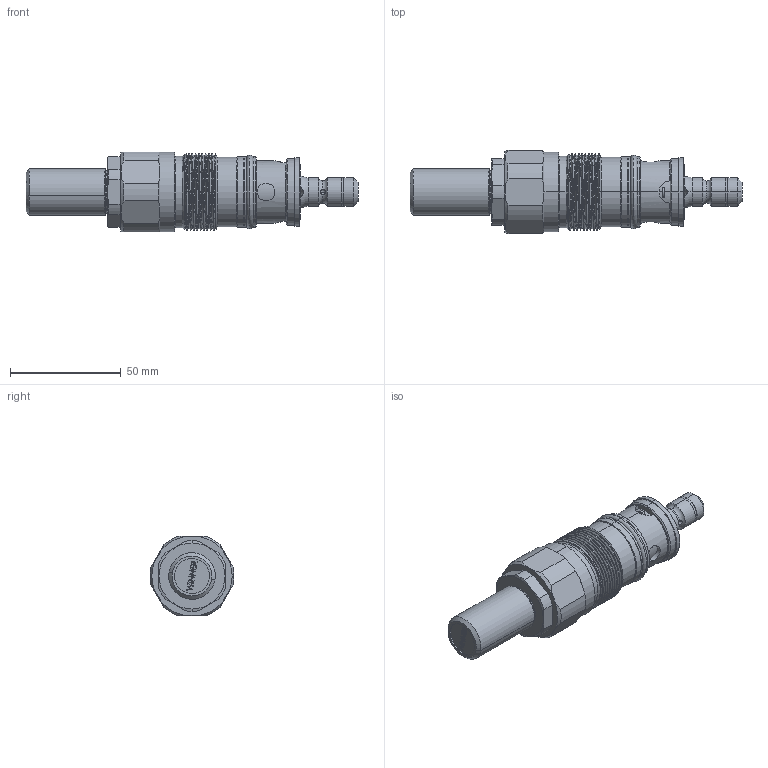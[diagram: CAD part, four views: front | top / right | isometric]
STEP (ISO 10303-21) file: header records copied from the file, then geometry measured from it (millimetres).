
FILE_DESCRIPTION (( 'STEP AP203' ), '1' );
FILE_NAME ('RD35M22-C2.STEP', '2020-03-23T08:32:17', ( '' ), ( '' ), 'SwSTEP 2.0', 'SolidWorks 2018', '' );
FILE_SCHEMA (( 'CONFIG_CONTROL_DESIGN' ));
Length unit declared in the file: millimetre
Products named in the file (1): RD35M22-C2
Bounding box: 149.66 x 37.81 x 36 mm (x, y, z)
Volume: 83470.9 mm3; surface area: 23627.5 mm2
Topology: 5 solids, 10 shells, 524 faces, 1293 edges, 806 vertices
Faces by surface type: cylinder 199, plane 165, cone 78, torus 48, bspline 26, sphere 8
Entity records: 26441 total; most frequent: CARTESIAN_POINT 14424, ORIENTED_EDGE 2574, DIRECTION 2419, EDGE_CURVE 1287, AXIS2_PLACEMENT_3D 931, VERTEX_POINT 806, EDGE_LOOP 571, LINE 557
